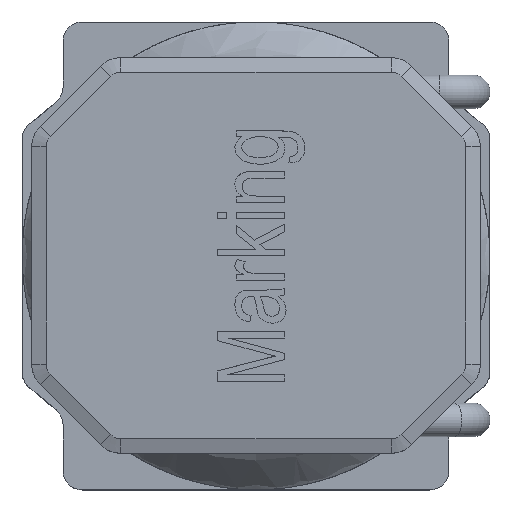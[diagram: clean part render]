
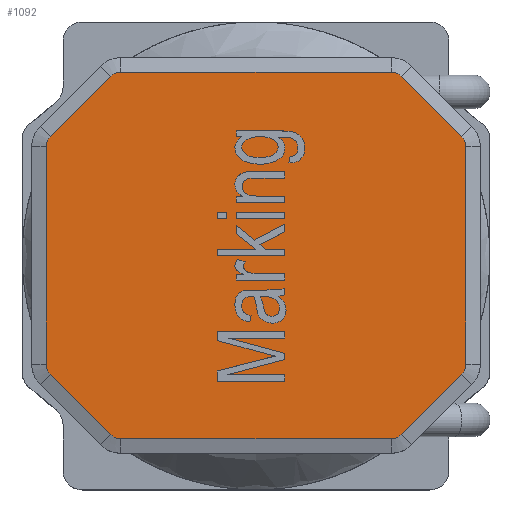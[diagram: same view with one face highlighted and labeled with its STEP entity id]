
A CAD part, top view. The second image highlights one B-rep face of the part: STEP entity #1092.
In plain terms, the highlighted planar face has unit normal (0, 0, 1).
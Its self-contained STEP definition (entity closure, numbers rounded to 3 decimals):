
#891=CIRCLE('',#5488,0.15);
#892=CIRCLE('',#5489,0.15);
#893=CIRCLE('',#5490,0.15);
#894=CIRCLE('',#5491,0.15);
#895=CIRCLE('',#5492,0.15);
#896=CIRCLE('',#5493,0.15);
#897=CIRCLE('',#5494,0.15);
#898=CIRCLE('',#5495,0.15);
#1092=ADVANCED_FACE('',(#1560),#1391,.T.);
#1391=PLANE('',#5496);
#1560=FACE_OUTER_BOUND('',#1808,.T.);
#1808=EDGE_LOOP('',(#2466,#2467,#2468,#2469,#2470,#2471,#2472,#2473,#2474,
#2475,#2476,#2477,#2478,#2479,#2480,#2481));
#2466=ORIENTED_EDGE('',*,*,#4221,.T.);
#2467=ORIENTED_EDGE('',*,*,#4222,.T.);
#2468=ORIENTED_EDGE('',*,*,#4223,.T.);
#2469=ORIENTED_EDGE('',*,*,#4224,.T.);
#2470=ORIENTED_EDGE('',*,*,#4225,.T.);
#2471=ORIENTED_EDGE('',*,*,#4226,.T.);
#2472=ORIENTED_EDGE('',*,*,#4227,.T.);
#2473=ORIENTED_EDGE('',*,*,#4228,.T.);
#2474=ORIENTED_EDGE('',*,*,#4229,.T.);
#2475=ORIENTED_EDGE('',*,*,#4230,.T.);
#2476=ORIENTED_EDGE('',*,*,#4231,.T.);
#2477=ORIENTED_EDGE('',*,*,#4232,.T.);
#2478=ORIENTED_EDGE('',*,*,#4233,.T.);
#2479=ORIENTED_EDGE('',*,*,#4234,.T.);
#2480=ORIENTED_EDGE('',*,*,#4235,.T.);
#2481=ORIENTED_EDGE('',*,*,#4236,.T.);
#3674=VERTEX_POINT('',#7495);
#3675=VERTEX_POINT('',#7496);
#3676=VERTEX_POINT('',#7498);
#3677=VERTEX_POINT('',#7500);
#3678=VERTEX_POINT('',#7502);
#3679=VERTEX_POINT('',#7504);
#3680=VERTEX_POINT('',#7506);
#3681=VERTEX_POINT('',#7508);
#3682=VERTEX_POINT('',#7510);
#3683=VERTEX_POINT('',#7512);
#3684=VERTEX_POINT('',#7514);
#3685=VERTEX_POINT('',#7516);
#3686=VERTEX_POINT('',#7518);
#3687=VERTEX_POINT('',#7520);
#3688=VERTEX_POINT('',#7522);
#3689=VERTEX_POINT('',#7524);
#4221=EDGE_CURVE('',#3674,#3675,#4852,.T.);
#4222=EDGE_CURVE('',#3675,#3676,#891,.T.);
#4223=EDGE_CURVE('',#3676,#3677,#4853,.T.);
#4224=EDGE_CURVE('',#3677,#3678,#892,.T.);
#4225=EDGE_CURVE('',#3678,#3679,#4854,.T.);
#4226=EDGE_CURVE('',#3679,#3680,#893,.T.);
#4227=EDGE_CURVE('',#3680,#3681,#4855,.T.);
#4228=EDGE_CURVE('',#3681,#3682,#894,.T.);
#4229=EDGE_CURVE('',#3682,#3683,#4856,.T.);
#4230=EDGE_CURVE('',#3683,#3684,#895,.T.);
#4231=EDGE_CURVE('',#3684,#3685,#4857,.T.);
#4232=EDGE_CURVE('',#3685,#3686,#896,.T.);
#4233=EDGE_CURVE('',#3686,#3687,#4858,.T.);
#4234=EDGE_CURVE('',#3687,#3688,#897,.T.);
#4235=EDGE_CURVE('',#3688,#3689,#4859,.T.);
#4236=EDGE_CURVE('',#3689,#3674,#898,.T.);
#4852=LINE('',#7494,#5138);
#4853=LINE('',#7499,#5139);
#4854=LINE('',#7503,#5140);
#4855=LINE('',#7507,#5141);
#4856=LINE('',#7511,#5142);
#4857=LINE('',#7515,#5143);
#4858=LINE('',#7519,#5144);
#4859=LINE('',#7523,#5145);
#5138=VECTOR('',#6178,1.);
#5139=VECTOR('',#6181,1.);
#5140=VECTOR('',#6184,1.);
#5141=VECTOR('',#6187,1.);
#5142=VECTOR('',#6190,1.);
#5143=VECTOR('',#6193,1.);
#5144=VECTOR('',#6196,1.);
#5145=VECTOR('',#6199,1.);
#5488=AXIS2_PLACEMENT_3D('',#7497,#6179,#6180);
#5489=AXIS2_PLACEMENT_3D('',#7501,#6182,#6183);
#5490=AXIS2_PLACEMENT_3D('',#7505,#6185,#6186);
#5491=AXIS2_PLACEMENT_3D('',#7509,#6188,#6189);
#5492=AXIS2_PLACEMENT_3D('',#7513,#6191,#6192);
#5493=AXIS2_PLACEMENT_3D('',#7517,#6194,#6195);
#5494=AXIS2_PLACEMENT_3D('',#7521,#6197,#6198);
#5495=AXIS2_PLACEMENT_3D('',#7525,#6200,#6201);
#5496=AXIS2_PLACEMENT_3D('',#7526,#6202,#6203);
#6178=DIRECTION('',(0.707,0.707,0.));
#6179=DIRECTION('',(0.,0.,1.));
#6180=DIRECTION('',(1.,0.,0.));
#6181=DIRECTION('',(0.,1.,0.));
#6182=DIRECTION('',(0.,0.,1.));
#6183=DIRECTION('',(1.,0.,0.));
#6184=DIRECTION('',(-0.707,0.707,0.));
#6185=DIRECTION('',(0.,0.,1.));
#6186=DIRECTION('',(1.,0.,0.));
#6187=DIRECTION('',(-1.,0.,0.));
#6188=DIRECTION('',(0.,0.,1.));
#6189=DIRECTION('',(1.,0.,0.));
#6190=DIRECTION('',(-0.707,-0.707,0.));
#6191=DIRECTION('',(0.,0.,1.));
#6192=DIRECTION('',(1.,0.,0.));
#6193=DIRECTION('',(0.,-1.,0.));
#6194=DIRECTION('',(0.,0.,1.));
#6195=DIRECTION('',(1.,0.,0.));
#6196=DIRECTION('',(0.707,-0.707,0.));
#6197=DIRECTION('',(0.,0.,1.));
#6198=DIRECTION('',(1.,0.,0.));
#6199=DIRECTION('',(1.,0.,0.));
#6200=DIRECTION('',(0.,0.,1.));
#6201=DIRECTION('',(1.,0.,0.));
#6202=DIRECTION('',(0.,0.,1.));
#6203=DIRECTION('',(1.,0.,0.));
#7494=CARTESIAN_POINT('',(2.131,-1.232,3.8));
#7495=CARTESIAN_POINT('',(1.507,-1.856,3.8));
#7496=CARTESIAN_POINT('',(2.131,-1.232,3.8));
#7497=CARTESIAN_POINT('',(2.025,-1.126,3.8));
#7498=CARTESIAN_POINT('',(2.175,-1.126,3.8));
#7499=CARTESIAN_POINT('',(2.175,1.126,3.8));
#7500=CARTESIAN_POINT('',(2.175,1.126,3.8));
#7501=CARTESIAN_POINT('',(2.025,1.126,3.8));
#7502=CARTESIAN_POINT('',(2.131,1.232,3.8));
#7503=CARTESIAN_POINT('',(1.507,1.856,3.8));
#7504=CARTESIAN_POINT('',(1.507,1.856,3.8));
#7505=CARTESIAN_POINT('',(1.401,1.75,3.8));
#7506=CARTESIAN_POINT('',(1.401,1.9,3.8));
#7507=CARTESIAN_POINT('',(-1.401,1.9,3.8));
#7508=CARTESIAN_POINT('',(-1.401,1.9,3.8));
#7509=CARTESIAN_POINT('',(-1.401,1.75,3.8));
#7510=CARTESIAN_POINT('',(-1.507,1.856,3.8));
#7511=CARTESIAN_POINT('',(-2.131,1.232,3.8));
#7512=CARTESIAN_POINT('',(-2.131,1.232,3.8));
#7513=CARTESIAN_POINT('',(-2.025,1.126,3.8));
#7514=CARTESIAN_POINT('',(-2.175,1.126,3.8));
#7515=CARTESIAN_POINT('',(-2.175,-1.126,3.8));
#7516=CARTESIAN_POINT('',(-2.175,-1.126,3.8));
#7517=CARTESIAN_POINT('',(-2.025,-1.126,3.8));
#7518=CARTESIAN_POINT('',(-2.131,-1.232,3.8));
#7519=CARTESIAN_POINT('',(-1.507,-1.856,3.8));
#7520=CARTESIAN_POINT('',(-1.507,-1.856,3.8));
#7521=CARTESIAN_POINT('',(-1.401,-1.75,3.8));
#7522=CARTESIAN_POINT('',(-1.401,-1.9,3.8));
#7523=CARTESIAN_POINT('',(1.401,-1.9,3.8));
#7524=CARTESIAN_POINT('',(1.401,-1.9,3.8));
#7525=CARTESIAN_POINT('',(1.401,-1.75,3.8));
#7526=CARTESIAN_POINT('',(1.401,-1.75,3.8));
